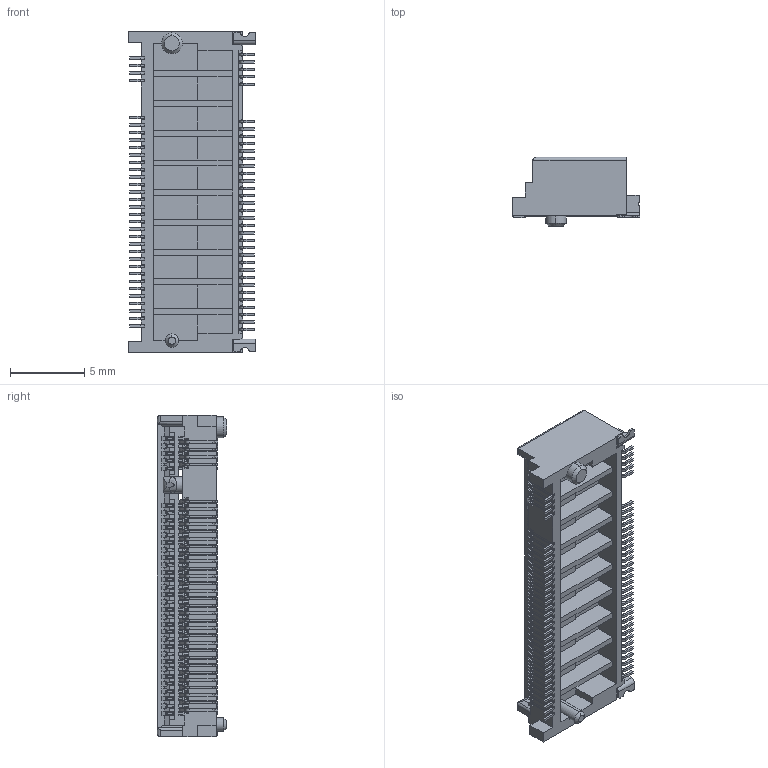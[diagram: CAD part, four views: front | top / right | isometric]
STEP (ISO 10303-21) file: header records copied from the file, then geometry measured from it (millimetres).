
FILE_DESCRIPTION (( 'STEP AP214' ), '1' );
FILE_NAME ('123A-40M00_C_1.STEP', '2018-12-18T09:21:58', ( '' ), ( '' ), 'SwSTEP 2.0', 'SolidWorks 2012', '' );
FILE_SCHEMA (( 'AUTOMOTIVE_DESIGN' ));
Length unit declared in the file: millimetre
Products named in the file (1): 123A-40M00_C_1
Bounding box: 8.6 x 4.65 x 21.6 mm (x, y, z)
Volume: 283.9 mm3; surface area: 1676.3 mm2
Topology: 1 solids, 1 shells, 6919 faces, 20462 edges, 13417 vertices
Faces by surface type: plane 5490, cylinder 1424, cone 4, bspline 1
Entity records: 228427 total; most frequent: CARTESIAN_POINT 41412, ORIENTED_EDGE 40924, DIRECTION 36965, EDGE_CURVE 20462, LINE 17465, VECTOR 17465, VERTEX_POINT 13417, AXIS2_PLACEMENT_3D 9750
